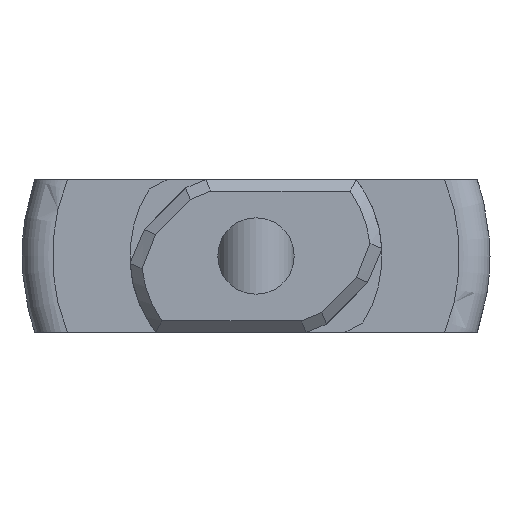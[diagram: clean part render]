
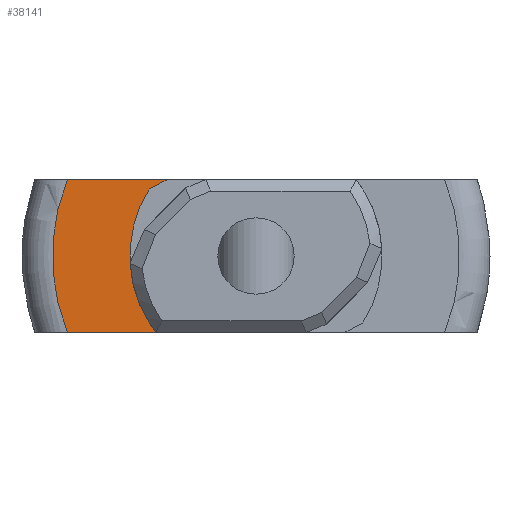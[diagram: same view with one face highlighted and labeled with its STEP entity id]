
A CAD part, left-side view. The second image highlights one B-rep face of the part: STEP entity #38141.
In plain terms, the highlighted planar face has unit normal (-1, 0, 0).
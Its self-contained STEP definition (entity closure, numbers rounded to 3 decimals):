
#722 = PLANE('',#723);
#723 = AXIS2_PLACEMENT_3D('',#724,#725,#726);
#724 = CARTESIAN_POINT('',(-6.25,-6.25,2.));
#725 = DIRECTION('',(0.,0.,1.));
#726 = DIRECTION('',(0.,1.,0.));
#16928 = VERTEX_POINT('',#16929);
#16929 = CARTESIAN_POINT('',(0.,4.94,2.));
#16963 = TOROIDAL_SURFACE('',#16964,5.329,0.8);
#16964 = AXIS2_PLACEMENT_3D('',#16965,#16966,#16967);
#16965 = CARTESIAN_POINT('',(0.8,0.,0.));
#16966 = DIRECTION('',(1.,0.,0.));
#16967 = DIRECTION('',(0.,0.,-1.));
#16997 = EDGE_CURVE('',#16928,#16998,#17000,.T.);
#16998 = VERTEX_POINT('',#16999);
#16999 = CARTESIAN_POINT('',(0.,2.327,2.));
#17000 = SURFACE_CURVE('',#17001,(#17005,#17012),.PCURVE_S1.);
#17001 = LINE('',#17002,#17003);
#17002 = CARTESIAN_POINT('',(0.,5.79,2.));
#17003 = VECTOR('',#17004,1.);
#17004 = DIRECTION('',(0.,-1.,0.));
#17005 = PCURVE('',#722,#17006);
#17006 = DEFINITIONAL_REPRESENTATION('',(#17007),#17011);
#17007 = LINE('',#17008,#17009);
#17008 = CARTESIAN_POINT('',(12.04,-6.25));
#17009 = VECTOR('',#17010,1.);
#17010 = DIRECTION('',(-1.,-0.));
#17011 = ( GEOMETRIC_REPRESENTATION_CONTEXT(2) 
PARAMETRIC_REPRESENTATION_CONTEXT() REPRESENTATION_CONTEXT('2D SPACE',''
  ) );
#17012 = PCURVE('',#17013,#17018);
#17013 = PLANE('',#17014);
#17014 = AXIS2_PLACEMENT_3D('',#17015,#17016,#17017);
#17015 = CARTESIAN_POINT('',(0.,5.329,
    0.));
#17016 = DIRECTION('',(-1.,0.,0.));
#17017 = DIRECTION('',(0.,0.,1.));
#17018 = DEFINITIONAL_REPRESENTATION('',(#17019),#17023);
#17019 = LINE('',#17020,#17021);
#17020 = CARTESIAN_POINT('',(2.,0.46));
#17021 = VECTOR('',#17022,1.);
#17022 = DIRECTION('',(0.,-1.));
#17023 = ( GEOMETRIC_REPRESENTATION_CONTEXT(2) 
PARAMETRIC_REPRESENTATION_CONTEXT() REPRESENTATION_CONTEXT('2D SPACE',''
  ) );
#17041 = PLANE('',#17042);
#17042 = AXIS2_PLACEMENT_3D('',#17043,#17044,#17045);
#17043 = CARTESIAN_POINT('',(-38.313,2.561,1.878));
#17044 = DIRECTION('',(0.,0.464,0.886
    ));
#17045 = DIRECTION('',(1.,0.,0.));
#34347 = PLANE('',#34348);
#34348 = AXIS2_PLACEMENT_3D('',#34349,#34350,#34351);
#34349 = CARTESIAN_POINT('',(-6.25,6.25,-2.));
#34350 = DIRECTION('',(0.,0.,-1.));
#34351 = DIRECTION('',(0.,-1.,0.));
#36428 = PLANE('',#36429);
#36429 = AXIS2_PLACEMENT_3D('',#36430,#36431,#36432);
#36430 = CARTESIAN_POINT('',(-38.313,2.561,-1.878));
#36431 = DIRECTION('',(0.,0.464,-0.886
    ));
#36432 = DIRECTION('',(-1.,0.,0.));
#36448 = VERTEX_POINT('',#36449);
#36449 = CARTESIAN_POINT('',(0.,2.795,
    -1.755));
#36463 = CYLINDRICAL_SURFACE('',#36464,3.3);
#36464 = AXIS2_PLACEMENT_3D('',#36465,#36466,#36467);
#36465 = CARTESIAN_POINT('',(-38.313,0.,
    0.));
#36466 = DIRECTION('',(1.,0.,0.));
#36467 = DIRECTION('',(0.,1.,0.));
#36475 = EDGE_CURVE('',#36476,#36448,#36478,.T.);
#36476 = VERTEX_POINT('',#36477);
#36477 = CARTESIAN_POINT('',(0.,2.327,-2.));
#36478 = SURFACE_CURVE('',#36479,(#36483,#36490),.PCURVE_S1.);
#36479 = LINE('',#36480,#36481);
#36480 = CARTESIAN_POINT('',(0.,4.033,-1.107));
#36481 = VECTOR('',#36482,1.);
#36482 = DIRECTION('',(0.,0.886,0.464
    ));
#36483 = PCURVE('',#36428,#36484);
#36484 = DEFINITIONAL_REPRESENTATION('',(#36485),#36489);
#36485 = LINE('',#36486,#36487);
#36486 = CARTESIAN_POINT('',(-38.313,1.662));
#36487 = VECTOR('',#36488,1.);
#36488 = DIRECTION('',(0.,1.));
#36489 = ( GEOMETRIC_REPRESENTATION_CONTEXT(2) 
PARAMETRIC_REPRESENTATION_CONTEXT() REPRESENTATION_CONTEXT('2D SPACE',''
  ) );
#36490 = PCURVE('',#17013,#36491);
#36491 = DEFINITIONAL_REPRESENTATION('',(#36492),#36496);
#36492 = LINE('',#36493,#36494);
#36493 = CARTESIAN_POINT('',(-1.107,-1.296));
#36494 = VECTOR('',#36495,1.);
#36495 = DIRECTION('',(0.464,0.886));
#36496 = ( GEOMETRIC_REPRESENTATION_CONTEXT(2) 
PARAMETRIC_REPRESENTATION_CONTEXT() REPRESENTATION_CONTEXT('2D SPACE',''
  ) );
#36984 = EDGE_CURVE('',#36476,#36985,#36987,.T.);
#36985 = VERTEX_POINT('',#36986);
#36986 = CARTESIAN_POINT('',(0.,4.94,-2.));
#36987 = SURFACE_CURVE('',#36988,(#36992,#36999),.PCURVE_S1.);
#36988 = LINE('',#36989,#36990);
#36989 = CARTESIAN_POINT('',(0.,-0.46,-2.));
#36990 = VECTOR('',#36991,1.);
#36991 = DIRECTION('',(0.,1.,0.));
#36992 = PCURVE('',#34347,#36993);
#36993 = DEFINITIONAL_REPRESENTATION('',(#36994),#36998);
#36994 = LINE('',#36995,#36996);
#36995 = CARTESIAN_POINT('',(6.71,-6.25));
#36996 = VECTOR('',#36997,1.);
#36997 = DIRECTION('',(-1.,-0.));
#36998 = ( GEOMETRIC_REPRESENTATION_CONTEXT(2) 
PARAMETRIC_REPRESENTATION_CONTEXT() REPRESENTATION_CONTEXT('2D SPACE',''
  ) );
#36999 = PCURVE('',#17013,#37000);
#37000 = DEFINITIONAL_REPRESENTATION('',(#37001),#37005);
#37001 = LINE('',#37002,#37003);
#37002 = CARTESIAN_POINT('',(-2.,-5.79));
#37003 = VECTOR('',#37004,1.);
#37004 = DIRECTION('',(0.,1.));
#37005 = ( GEOMETRIC_REPRESENTATION_CONTEXT(2) 
PARAMETRIC_REPRESENTATION_CONTEXT() REPRESENTATION_CONTEXT('2D SPACE',''
  ) );
#37628 = EDGE_CURVE('',#37629,#16998,#37631,.T.);
#37629 = VERTEX_POINT('',#37630);
#37630 = CARTESIAN_POINT('',(0.,2.795,
    1.755));
#37631 = SURFACE_CURVE('',#37632,(#37636,#37643),.PCURVE_S1.);
#37632 = LINE('',#37633,#37634);
#37633 = CARTESIAN_POINT('',(0.,4.033,1.107));
#37634 = VECTOR('',#37635,1.);
#37635 = DIRECTION('',(0.,-0.886,
    0.464));
#37636 = PCURVE('',#17041,#37637);
#37637 = DEFINITIONAL_REPRESENTATION('',(#37638),#37642);
#37638 = LINE('',#37639,#37640);
#37639 = CARTESIAN_POINT('',(38.313,1.662));
#37640 = VECTOR('',#37641,1.);
#37641 = DIRECTION('',(0.,-1.));
#37642 = ( GEOMETRIC_REPRESENTATION_CONTEXT(2) 
PARAMETRIC_REPRESENTATION_CONTEXT() REPRESENTATION_CONTEXT('2D SPACE',''
  ) );
#37643 = PCURVE('',#17013,#37644);
#37644 = DEFINITIONAL_REPRESENTATION('',(#37645),#37649);
#37645 = LINE('',#37646,#37647);
#37646 = CARTESIAN_POINT('',(1.107,-1.296));
#37647 = VECTOR('',#37648,1.);
#37648 = DIRECTION('',(0.464,-0.886));
#37649 = ( GEOMETRIC_REPRESENTATION_CONTEXT(2) 
PARAMETRIC_REPRESENTATION_CONTEXT() REPRESENTATION_CONTEXT('2D SPACE',''
  ) );
#37678 = EDGE_CURVE('',#36448,#37629,#37679,.T.);
#37679 = SURFACE_CURVE('',#37680,(#37685,#37692),.PCURVE_S1.);
#37680 = CIRCLE('',#37681,3.3);
#37681 = AXIS2_PLACEMENT_3D('',#37682,#37683,#37684);
#37682 = CARTESIAN_POINT('',(0.,0.,
    0.));
#37683 = DIRECTION('',(1.,0.,0.));
#37684 = DIRECTION('',(0.,0.,1.));
#37685 = PCURVE('',#36463,#37686);
#37686 = DEFINITIONAL_REPRESENTATION('',(#37687),#37691);
#37687 = LINE('',#37688,#37689);
#37688 = CARTESIAN_POINT('',(1.571,38.313));
#37689 = VECTOR('',#37690,1.);
#37690 = DIRECTION('',(1.,0.));
#37691 = ( GEOMETRIC_REPRESENTATION_CONTEXT(2) 
PARAMETRIC_REPRESENTATION_CONTEXT() REPRESENTATION_CONTEXT('2D SPACE',''
  ) );
#37692 = PCURVE('',#17013,#37693);
#37693 = DEFINITIONAL_REPRESENTATION('',(#37694),#37702);
#37694 = ( BOUNDED_CURVE() B_SPLINE_CURVE(2,(#37695,#37696,#37697,#37698
    ,#37699,#37700,#37701),.UNSPECIFIED.,.T.,.F.) 
B_SPLINE_CURVE_WITH_KNOTS((1,2,2,2,2,1),(-2.094,0.,
    2.094,4.189,6.283,8.378),
.UNSPECIFIED.) CURVE() GEOMETRIC_REPRESENTATION_ITEM() 
RATIONAL_B_SPLINE_CURVE((1.,0.5,1.,0.5,1.,0.5,1.)) REPRESENTATION_ITEM(
  '') );
#37695 = CARTESIAN_POINT('',(3.3,-5.329));
#37696 = CARTESIAN_POINT('',(3.3,-11.045));
#37697 = CARTESIAN_POINT('',(-1.65,-8.187));
#37698 = CARTESIAN_POINT('',(-6.6,-5.329));
#37699 = CARTESIAN_POINT('',(-1.65,-2.471));
#37700 = CARTESIAN_POINT('',(3.3,0.387));
#37701 = CARTESIAN_POINT('',(3.3,-5.329));
#37702 = ( GEOMETRIC_REPRESENTATION_CONTEXT(2) 
PARAMETRIC_REPRESENTATION_CONTEXT() REPRESENTATION_CONTEXT('2D SPACE',''
  ) );
#38141 = ADVANCED_FACE('',(#38142),#17013,.T.);
#38142 = FACE_BOUND('',#38143,.T.);
#38143 = EDGE_LOOP('',(#38144,#38145,#38146,#38147,#38173,#38174));
#38144 = ORIENTED_EDGE('',*,*,#37678,.T.);
#38145 = ORIENTED_EDGE('',*,*,#37628,.T.);
#38146 = ORIENTED_EDGE('',*,*,#16997,.F.);
#38147 = ORIENTED_EDGE('',*,*,#38148,.F.);
#38148 = EDGE_CURVE('',#36985,#16928,#38149,.T.);
#38149 = SURFACE_CURVE('',#38150,(#38155,#38166),.PCURVE_S1.);
#38150 = CIRCLE('',#38151,5.329);
#38151 = AXIS2_PLACEMENT_3D('',#38152,#38153,#38154);
#38152 = CARTESIAN_POINT('',(0.,0.,0.)
  );
#38153 = DIRECTION('',(1.,0.,0.));
#38154 = DIRECTION('',(0.,0.,1.));
#38155 = PCURVE('',#17013,#38156);
#38156 = DEFINITIONAL_REPRESENTATION('',(#38157),#38165);
#38157 = ( BOUNDED_CURVE() B_SPLINE_CURVE(2,(#38158,#38159,#38160,#38161
    ,#38162,#38163,#38164),.UNSPECIFIED.,.T.,.F.) 
B_SPLINE_CURVE_WITH_KNOTS((1,2,2,2,2,1),(-2.094,0.,
    2.094,4.189,6.283,8.378),
.UNSPECIFIED.) CURVE() GEOMETRIC_REPRESENTATION_ITEM() 
RATIONAL_B_SPLINE_CURVE((1.,0.5,1.,0.5,1.,0.5,1.)) REPRESENTATION_ITEM(
  '') );
#38158 = CARTESIAN_POINT('',(5.329,-5.329));
#38159 = CARTESIAN_POINT('',(5.329,-14.56));
#38160 = CARTESIAN_POINT('',(-2.665,-9.945));
#38161 = CARTESIAN_POINT('',(-10.659,-5.329));
#38162 = CARTESIAN_POINT('',(-2.665,-0.714));
#38163 = CARTESIAN_POINT('',(5.329,3.901));
#38164 = CARTESIAN_POINT('',(5.329,-5.329));
#38165 = ( GEOMETRIC_REPRESENTATION_CONTEXT(2) 
PARAMETRIC_REPRESENTATION_CONTEXT() REPRESENTATION_CONTEXT('2D SPACE',''
  ) );
#38166 = PCURVE('',#16963,#38167);
#38167 = DEFINITIONAL_REPRESENTATION('',(#38168),#38172);
#38168 = LINE('',#38169,#38170);
#38169 = CARTESIAN_POINT('',(-3.142,4.712));
#38170 = VECTOR('',#38171,1.);
#38171 = DIRECTION('',(1.,0.));
#38172 = ( GEOMETRIC_REPRESENTATION_CONTEXT(2) 
PARAMETRIC_REPRESENTATION_CONTEXT() REPRESENTATION_CONTEXT('2D SPACE',''
  ) );
#38173 = ORIENTED_EDGE('',*,*,#36984,.F.);
#38174 = ORIENTED_EDGE('',*,*,#36475,.T.);
